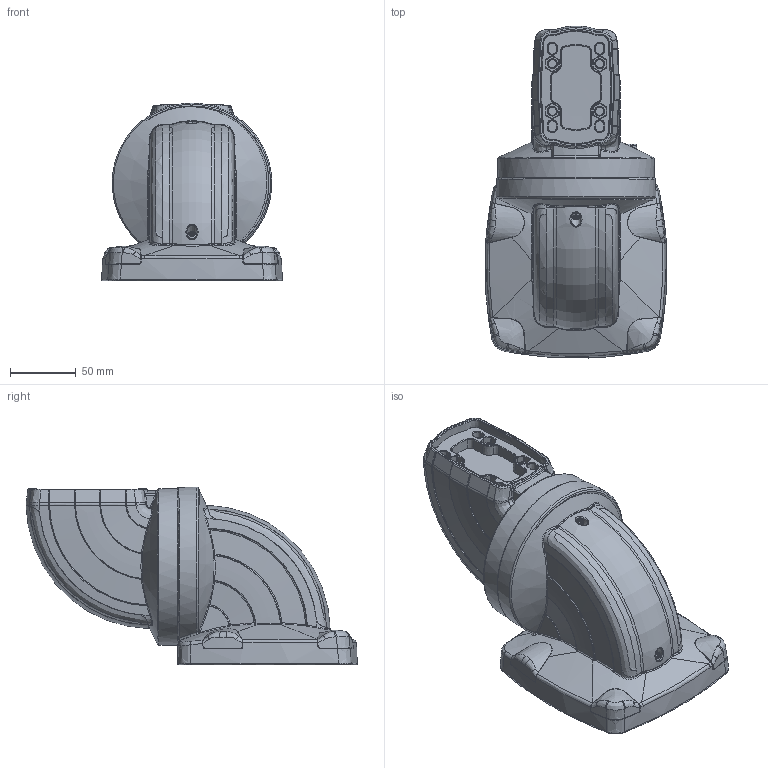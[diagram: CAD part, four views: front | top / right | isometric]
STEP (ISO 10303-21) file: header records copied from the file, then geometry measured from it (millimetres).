
FILE_DESCRIPTION (( 'STEP AP214' ), '1' );
FILE_NAME ('TK060.700_REV1.STEP', '2024-08-21T13:22:26', ( '' ), ( '' ), 'SwSTEP 2.0', 'SolidWorks 2023', '' );
FILE_SCHEMA (( 'AUTOMOTIVE_DESIGN' ));
Length unit declared in the file: inch
Products named in the file (1): TK060.700_REV1
Bounding box: 138.32 x 252.18 x 134.87 mm (x, y, z)
Volume: 1605660.6 mm3; surface area: 128248.5 mm2
Topology: 3 solids, 3 shells, 1053 faces, 2641 edges, 1590 vertices
Faces by surface type: bspline 575, plane 170, cylinder 140, torus 90, cone 70, sphere 8
Full cylindrical faces by diameter (mm): 3.15 x1, 3.35 x4, 3.542 x4, 4 x1, 7 x4, 119 x1
Entity records: 76805 total; most frequent: CARTESIAN_POINT 57395, ORIENTED_EDGE 5030, EDGE_CURVE 2515, DIRECTION 2499, VERTEX_POINT 1547, B_SPLINE_CURVE_WITH_KNOTS 1489, EDGE_LOOP 1150, AXIS2_PLACEMENT_3D 1086
